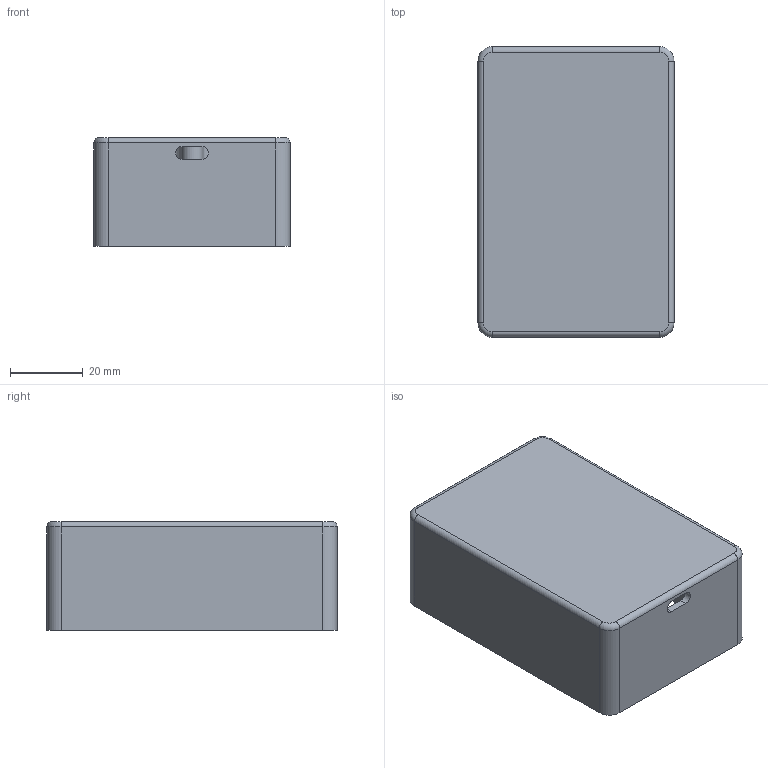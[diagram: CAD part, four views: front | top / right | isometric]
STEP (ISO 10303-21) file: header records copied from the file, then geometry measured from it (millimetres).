
FILE_DESCRIPTION(('FreeCAD Model'),'2;1');
FILE_NAME('Open CASCADE Shape Model','2025-10-11T17:51:40',(''),(''), 'Open CASCADE STEP processor 7.8','FreeCAD','Unknown');
FILE_SCHEMA(('AUTOMOTIVE_DESIGN { 1 0 10303 214 1 1 1 1 }'));
Length unit declared in the file: millimetre
Products named in the file (1): Body
Bounding box: 54 x 80 x 30 mm (x, y, z)
Volume: 27070.8 mm3; surface area: 23334.6 mm2
Topology: 1 solids, 1 shells, 60 faces, 150 edges, 96 vertices
Faces by surface type: plane 32, cylinder 24, torus 4
Full cylindrical faces by diameter (mm): 3.71 x3, 5.6 x1, 6.5 x1
Entity records: 1830 total; most frequent: DIRECTION 324, CARTESIAN_POINT 307, ORIENTED_EDGE 300, EDGE_CURVE 150, AXIS2_PLACEMENT_3D 113, LINE 98, VECTOR 98, VERTEX_POINT 96
